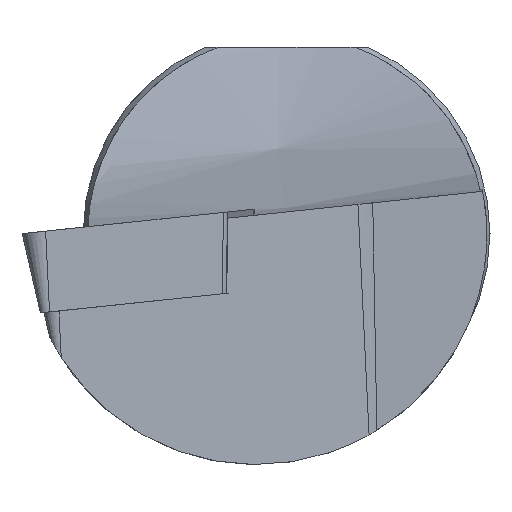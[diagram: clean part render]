
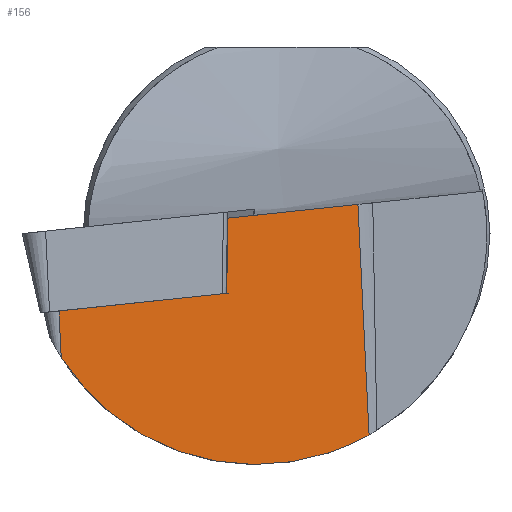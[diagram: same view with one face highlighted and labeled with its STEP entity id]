
A CAD part, left-side view. The second image highlights one B-rep face of the part: STEP entity #156.
In plain terms, the highlighted planar face has unit normal (-0.881, -0.467, -0.073).
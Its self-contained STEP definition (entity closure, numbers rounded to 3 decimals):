
#156=ADVANCED_FACE('',(#206),#189,.T.);
#189=PLANE('',#688);
#206=FACE_OUTER_BOUND('',#238,.T.);
#238=EDGE_LOOP('',(#305,#306,#307,#308,#309,#310));
#272=ELLIPSE('',#687,12.877,11.35);
#305=ORIENTED_EDGE('',*,*,#526,.F.);
#306=ORIENTED_EDGE('',*,*,#527,.F.);
#307=ORIENTED_EDGE('',*,*,#528,.F.);
#308=ORIENTED_EDGE('',*,*,#529,.T.);
#309=ORIENTED_EDGE('',*,*,#530,.T.);
#310=ORIENTED_EDGE('',*,*,#531,.F.);
#471=VERTEX_POINT('',#921);
#472=VERTEX_POINT('',#922);
#473=VERTEX_POINT('',#924);
#474=VERTEX_POINT('',#926);
#475=VERTEX_POINT('',#928);
#476=VERTEX_POINT('',#930);
#526=EDGE_CURVE('',#471,#472,#606,.T.);
#527=EDGE_CURVE('',#473,#471,#607,.T.);
#528=EDGE_CURVE('',#474,#473,#608,.T.);
#529=EDGE_CURVE('',#474,#475,#272,.T.);
#530=EDGE_CURVE('',#475,#476,#609,.T.);
#531=EDGE_CURVE('',#472,#476,#610,.T.);
#606=LINE('',#920,#647);
#607=LINE('',#923,#648);
#608=LINE('',#925,#649);
#609=LINE('',#929,#650);
#610=LINE('',#931,#651);
#647=VECTOR('',#751,1.);
#648=VECTOR('',#752,1.);
#649=VECTOR('',#753,1.);
#650=VECTOR('',#756,1.);
#651=VECTOR('',#757,1.);
#687=AXIS2_PLACEMENT_3D('',#927,#754,#755);
#688=AXIS2_PLACEMENT_3D('',#932,#758,#759);
#751=DIRECTION('',(-0.079,-0.008,0.997));
#752=DIRECTION('',(0.46,-0.883,0.093));
#753=DIRECTION('',(-0.108,0.048,0.993));
#754=DIRECTION('',(-0.881,-0.467,-0.074));
#755=DIRECTION('',(0.472,-0.871,-0.137));
#756=DIRECTION('',(-0.108,0.048,0.993));
#757=DIRECTION('',(0.46,-0.883,0.093));
#758=DIRECTION('',(-0.881,-0.467,-0.074));
#759=DIRECTION('',(-0.468,0.884,0.));
#920=CARTESIAN_POINT('',(4.895,2.919,0.456));
#921=CARTESIAN_POINT('',(5.163,2.946,-2.934));
#922=CARTESIAN_POINT('',(4.871,2.917,0.759));
#923=CARTESIAN_POINT('',(0.873,11.187,-3.8));
#924=CARTESIAN_POINT('',(0.873,11.187,-3.8));
#925=CARTESIAN_POINT('',(0.44,11.379,0.171));
#926=CARTESIAN_POINT('',(1.123,11.077,-6.092));
#927=CARTESIAN_POINT('',(5.684,1.5,0.));
#928=CARTESIAN_POINT('',(9.45,-4.055,-9.898));
#929=CARTESIAN_POINT('',(8.182,-3.493,1.734));
#930=CARTESIAN_POINT('',(8.215,-3.507,1.434));
#931=CARTESIAN_POINT('',(0.473,11.365,-0.129));
#932=CARTESIAN_POINT('',(0.44,11.379,0.171));
